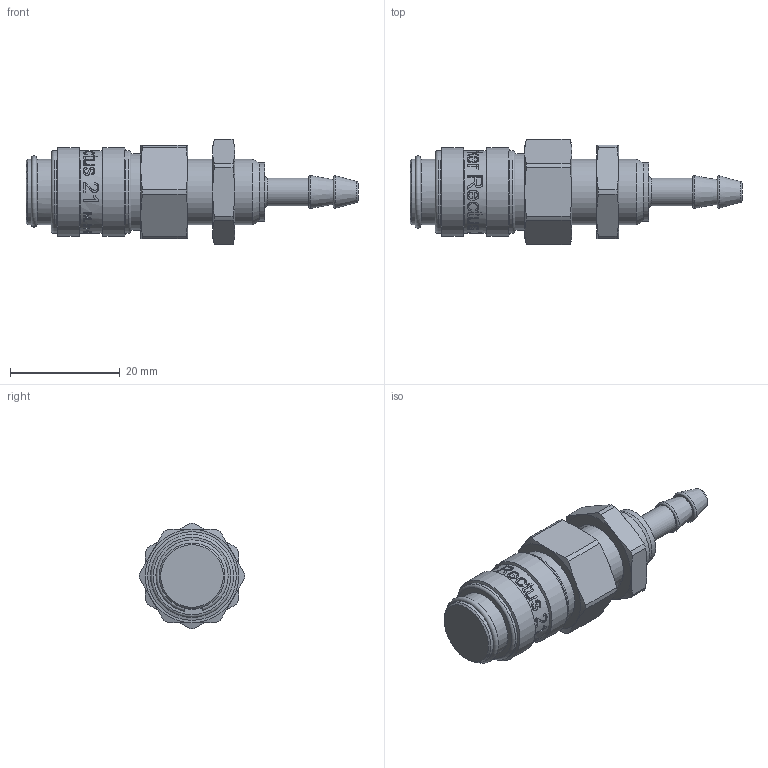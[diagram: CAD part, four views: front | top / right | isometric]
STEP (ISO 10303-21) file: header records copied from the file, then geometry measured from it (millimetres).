
FILE_DESCRIPTION(/* description */ (''),/* implementation_level */ '2;1');
FILE_NAME(/* name */ '21kats05mpn.stp',/* time_stamp */ '2021-06-16T14:03:06+02:00',/* author */ ('IA176480'),/* organization */ (''),/* preprocessor_version */ 'ST-DEVELOPER v17.2',/* originating_system */ 'Autodesk Inventor 2019',/* authorisation */ '');
FILE_SCHEMA (('CONFIG_CONTROL_DESIGN'));
Products named in the file (1): 21KATS05MPN
Bounding box: 60.45 x 19.15 x 19.15 mm (x, y, z)
Volume: 7805.1 mm3; surface area: 4695.3 mm2
Topology: 2 solids, 3 shells, 498 faces, 1345 edges, 903 vertices
Faces by surface type: bspline 214, plane 161, cylinder 71, cone 44, torus 8
Full cylindrical faces by diameter (mm): 5.05 x1, 10.6 x1, 10.823 x1, 11.15 x1, 11.4 x1, 12 x5, 12.15 x2, 14 x3, 15.1 x3, 16.15 x2
Entity records: 63084 total; most frequent: CARTESIAN_POINT 51622, ORIENTED_EDGE 2694, DIRECTION 1544, EDGE_CURVE 1347, VERTEX_POINT 905, B_SPLINE_CURVE_WITH_KNOTS 573, EDGE_LOOP 550, AXIS2_PLACEMENT_3D 533
